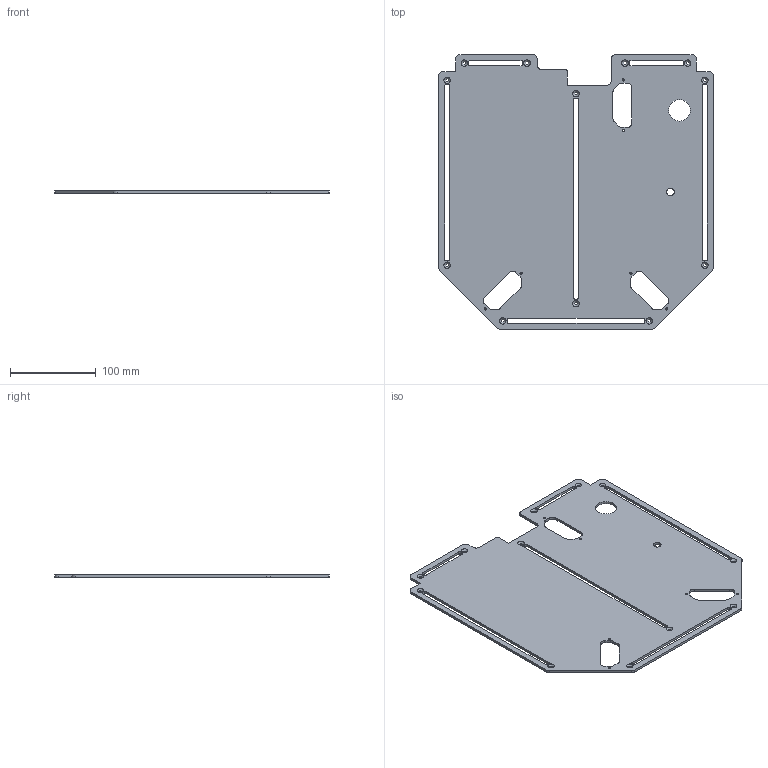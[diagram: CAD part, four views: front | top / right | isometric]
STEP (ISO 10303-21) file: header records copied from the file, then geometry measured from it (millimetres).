
FILE_DESCRIPTION(/* description */ (''),/* implementation_level */ '2;1');
FILE_NAME(/* name */ 'SidePack.stp',/* time_stamp */ '2024-07-26T14:14:50+09:00',/* author */ (''),/* organization */ (''),/* preprocessor_version */ 'ST-DEVELOPER v19.3',/* originating_system */ 'SIEMENS PLM Software NX2212.3001',/* authorisation */ '');
FILE_SCHEMA (('AUTOMOTIVE_DESIGN { 1 0 10303 214 3 1 1 1 }'));
Length unit declared in the file: millimetre
Products named in the file (1): Full_no_ChamberHeater_SidePack_objects
Bounding box: 320 x 320 x 3 mm (x, y, z)
Volume: 253768.2 mm3; surface area: 180869.1 mm2
Topology: 1 solids, 1 shells, 147 faces, 425 edges, 280 vertices
Faces by surface type: cylinder 75, plane 60, cone 12
Full cylindrical faces by diameter (mm): 2.5 x6, 3.5 x12, 9 x1, 25 x1
Entity records: 4851 total; most frequent: DIRECTION 849, CARTESIAN_POINT 817, ORIENTED_EDGE 782, EDGE_CURVE 391, AXIS2_PLACEMENT_3D 310, VERTEX_POINT 278, EDGE_LOOP 237, LINE 229
